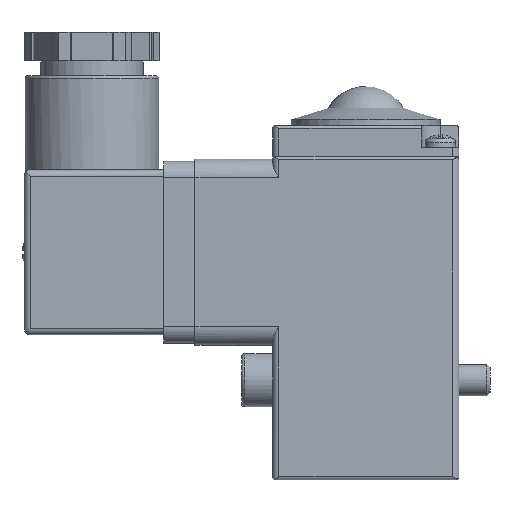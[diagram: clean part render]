
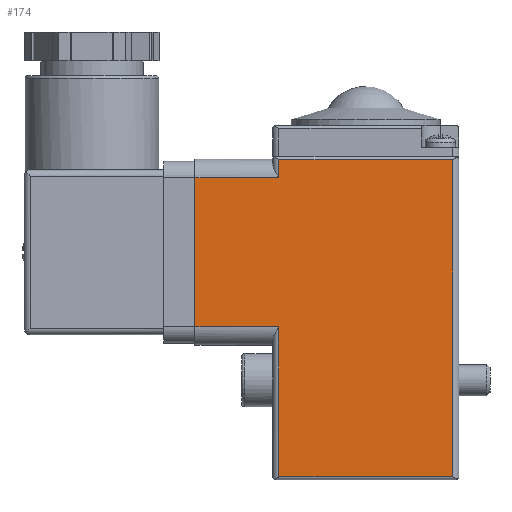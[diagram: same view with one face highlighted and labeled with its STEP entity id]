
A CAD part, left-side view. The second image highlights one B-rep face of the part: STEP entity #174.
In plain terms, the highlighted planar face has unit normal (-1, 0, 0).
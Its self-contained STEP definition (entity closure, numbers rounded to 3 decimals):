
#174 = ADVANCED_FACE( '', ( #550 ), #551, .F. );
#550 = FACE_OUTER_BOUND( '', #1237, .T. );
#551 = PLANE( '', #1238 );
#1237 = EDGE_LOOP( '', ( #2375, #2376, #2377, #2378, #2379, #2380, #2381, #2382 ) );
#1238 = AXIS2_PLACEMENT_3D( '', #2383, #2384, #2385 );
#2375 = ORIENTED_EDGE( '', *, *, #3945, .T. );
#2376 = ORIENTED_EDGE( '', *, *, #3946, .T. );
#2377 = ORIENTED_EDGE( '', *, *, #3947, .T. );
#2378 = ORIENTED_EDGE( '', *, *, #3783, .F. );
#2379 = ORIENTED_EDGE( '', *, *, #3798, .F. );
#2380 = ORIENTED_EDGE( '', *, *, #3948, .T. );
#2381 = ORIENTED_EDGE( '', *, *, #3949, .F. );
#2382 = ORIENTED_EDGE( '', *, *, #3950, .F. );
#2383 = CARTESIAN_POINT( '', ( -15., 29., 36. ) );
#2384 = DIRECTION( '', ( 1., 0., 0. ) );
#2385 = DIRECTION( '', ( 0., 0., -1. ) );
#3783 = EDGE_CURVE( '', #4532, #4523, #4534, .T. );
#3798 = EDGE_CURVE( '', #4556, #4532, #4558, .T. );
#3945 = EDGE_CURVE( '', #4815, #4816, #4817, .T. );
#3946 = EDGE_CURVE( '', #4816, #4818, #4819, .T. );
#3947 = EDGE_CURVE( '', #4818, #4523, #4820, .T. );
#3948 = EDGE_CURVE( '', #4556, #4821, #4822, .T. );
#3949 = EDGE_CURVE( '', #4823, #4821, #4824, .T. );
#3950 = EDGE_CURVE( '', #4815, #4823, #4825, .T. );
#4523 = VERTEX_POINT( '', #5832 );
#4532 = VERTEX_POINT( '', #5857 );
#4534 = LINE( '', #5864, #5865 );
#4556 = VERTEX_POINT( '', #5914 );
#4558 = LINE( '', #5921, #5922 );
#4815 = VERTEX_POINT( '', #6396 );
#4816 = VERTEX_POINT( '', #6397 );
#4817 = LINE( '', #6398, #6399 );
#4818 = VERTEX_POINT( '', #6400 );
#4819 = LINE( '', #6401, #6402 );
#4820 = LINE( '', #6403, #6404 );
#4821 = VERTEX_POINT( '', #6405 );
#4822 = LINE( '', #6406, #6407 );
#4823 = VERTEX_POINT( '', #6408 );
#4824 = LINE( '', #6409, #6410 );
#4825 = LINE( '', #6411, #6412 );
#5832 = CARTESIAN_POINT( '', ( -15., 1., -15.5 ) );
#5857 = CARTESIAN_POINT( '', ( -15., 1., 35.5 ) );
#5864 = CARTESIAN_POINT( '', ( -15., 1., 36. ) );
#5865 = VECTOR( '', #7393, 1000. );
#5914 = CARTESIAN_POINT( '', ( -15., 29., 35.5 ) );
#5921 = CARTESIAN_POINT( '', ( -15., 30., 35.5 ) );
#5922 = VECTOR( '', #7407, 1000. );
#6396 = CARTESIAN_POINT( '', ( -15., 42.5, 8.6 ) );
#6397 = CARTESIAN_POINT( '', ( -15., 29., 8.6 ) );
#6398 = CARTESIAN_POINT( '', ( -15., 42.5, 8.6 ) );
#6399 = VECTOR( '', #7621, 1000. );
#6400 = CARTESIAN_POINT( '', ( -15., 29., -15.5 ) );
#6401 = CARTESIAN_POINT( '', ( -15., 29., 36. ) );
#6402 = VECTOR( '', #7622, 1000. );
#6403 = CARTESIAN_POINT( '', ( -15., 30., -15.5 ) );
#6404 = VECTOR( '', #7623, 1000. );
#6405 = CARTESIAN_POINT( '', ( -15., 29., 32.6 ) );
#6406 = CARTESIAN_POINT( '', ( -15., 29., 36. ) );
#6407 = VECTOR( '', #7624, 1000. );
#6408 = CARTESIAN_POINT( '', ( -15., 42.5, 32.6 ) );
#6409 = CARTESIAN_POINT( '', ( -15., 42.5, 32.6 ) );
#6410 = VECTOR( '', #7625, 1000. );
#6411 = CARTESIAN_POINT( '', ( -15., 42.5, 8.6 ) );
#6412 = VECTOR( '', #7626, 1000. );
#7393 = DIRECTION( '', ( 0., 0., -1. ) );
#7407 = DIRECTION( '', ( 0., -1., 0. ) );
#7621 = DIRECTION( '', ( 0., -1., 0. ) );
#7622 = DIRECTION( '', ( 0., 0., -1. ) );
#7623 = DIRECTION( '', ( 0., -1., 0. ) );
#7624 = DIRECTION( '', ( 0., 0., -1. ) );
#7625 = DIRECTION( '', ( 0., -1., 0. ) );
#7626 = DIRECTION( '', ( 0., 0., 1. ) );
